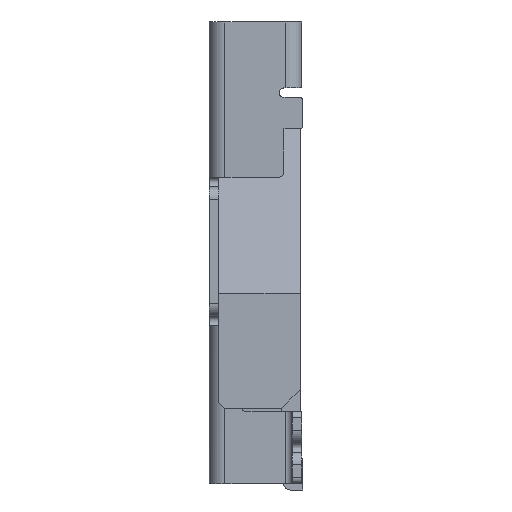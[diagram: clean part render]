
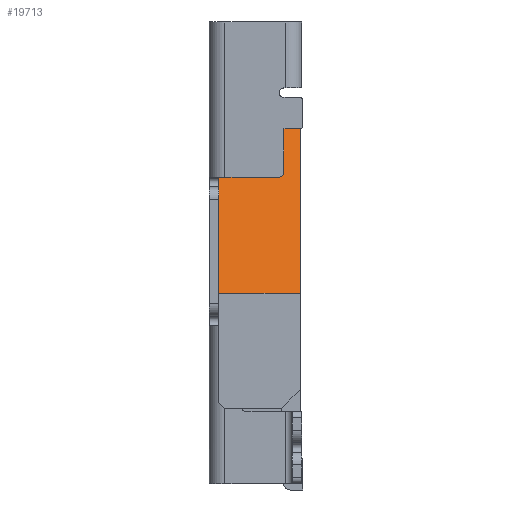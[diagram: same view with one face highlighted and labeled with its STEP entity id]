
A CAD part, left-side view. The second image highlights one B-rep face of the part: STEP entity #19713.
In plain terms, the highlighted planar face has unit normal (-0.953, 0, 0.302).
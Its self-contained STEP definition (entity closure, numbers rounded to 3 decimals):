
#3935 = CARTESIAN_POINT ( 'NONE',  ( -0.07, 1.3, 1.279 ) ) ;
#3940 = CARTESIAN_POINT ( 'NONE',  ( 0.906, 1.3, 4.36 ) ) ;
#3942 = CARTESIAN_POINT ( 'NONE',  ( 0.906, 0.26, 4.36 ) ) ;
#4011 = CARTESIAN_POINT ( 'NONE',  ( -0.07, 0., 1.279 ) ) ;
#4019 = CARTESIAN_POINT ( 'NONE',  ( 0.823, 0., 4.1 ) ) ;
#6267 = EDGE_CURVE ( 'NONE', #16863, #16868, #21657, .T. ) ;
#6277 = EDGE_CURVE ( 'NONE', #16868, #16870, #21674, .T. ) ;
#7243 = EDGE_CURVE ( 'NONE', #16939, #16863, #22475, .T. ) ;
#7244 = EDGE_CURVE ( 'NONE', #16939, #16947, #22477, .T. ) ;
#7245 = EDGE_CURVE ( 'NONE', #16947, #16870, #22471, .T. ) ;
#9649 = AXIS2_PLACEMENT_3D ( 'NONE', #24758, #24759, #24761 ) ;
#12614 = ORIENTED_EDGE ( 'NONE', *, *, #6267, .F. ) ;
#12615 = ORIENTED_EDGE ( 'NONE', *, *, #7243, .F. ) ;
#12616 = ORIENTED_EDGE ( 'NONE', *, *, #7244, .T. ) ;
#12617 = ORIENTED_EDGE ( 'NONE', *, *, #7245, .T. ) ;
#12618 = ORIENTED_EDGE ( 'NONE', *, *, #6277, .F. ) ;
#16863 = VERTEX_POINT ( 'NONE', #3935 ) ;
#16868 = VERTEX_POINT ( 'NONE', #3940 ) ;
#16870 = VERTEX_POINT ( 'NONE', #3942 ) ;
#16939 = VERTEX_POINT ( 'NONE', #4011 ) ;
#16947 = VERTEX_POINT ( 'NONE', #4019 ) ;
#18418 = CARTESIAN_POINT ( 'NONE',  ( 0., 1.3, 1.5 ) ) ;
#18419 = DIRECTION ( 'NONE',  ( 0.302, 0., 0.953 ) ) ;
#18443 = CARTESIAN_POINT ( 'NONE',  ( 0.906, 0., 4.36 ) ) ;
#18444 = DIRECTION ( 'NONE',  ( 0., -1., 0. ) ) ;
#19047 = FACE_OUTER_BOUND ( 'NONE', #21108, .T. ) ;
#19501 = CARTESIAN_POINT ( 'NONE',  ( 0.823, 0., 4.1 ) ) ;
#19560 = CARTESIAN_POINT ( 'NONE',  ( -0.07, 0., 1.279 ) ) ;
#19561 = DIRECTION ( 'NONE',  ( 0., 1., 0. ) ) ;
#19562 = CARTESIAN_POINT ( 'NONE',  ( -0.07, 0., 1.279 ) ) ;
#19564 = DIRECTION ( 'NONE',  ( 0.302, 0., 0.953 ) ) ;
#19565 = DIRECTION ( 'NONE',  ( 0.219, 0.69, 0.69 ) ) ;
#19713 = ADVANCED_FACE ( 'NONE', ( #19047 ), #24680, .F. ) ;
#21108 = EDGE_LOOP ( 'NONE', ( #12614, #12615, #12616, #12617, #12618 ) ) ;
#21657 = LINE ( 'NONE', #18418, #21660 ) ;
#21660 = VECTOR ( 'NONE', #18419, 1000. ) ;
#21674 = LINE ( 'NONE', #18443, #21676 ) ;
#21676 = VECTOR ( 'NONE', #18444, 1000. ) ;
#22471 = LINE ( 'NONE', #19501, #22482 ) ;
#22475 = LINE ( 'NONE', #19560, #22478 ) ;
#22477 = LINE ( 'NONE', #19562, #22480 ) ;
#22478 = VECTOR ( 'NONE', #19561, 1000. ) ;
#22480 = VECTOR ( 'NONE', #19564, 1000. ) ;
#22482 = VECTOR ( 'NONE', #19565, 1000. ) ;
#24680 = PLANE ( 'NONE',  #9649 ) ;
#24758 = CARTESIAN_POINT ( 'NONE',  ( 0., 0., 1.5 ) ) ;
#24759 = DIRECTION ( 'NONE',  ( 0.953, 0., -0.302 ) ) ;
#24761 = DIRECTION ( 'NONE',  ( -0.302, 0., -0.953 ) ) ;
